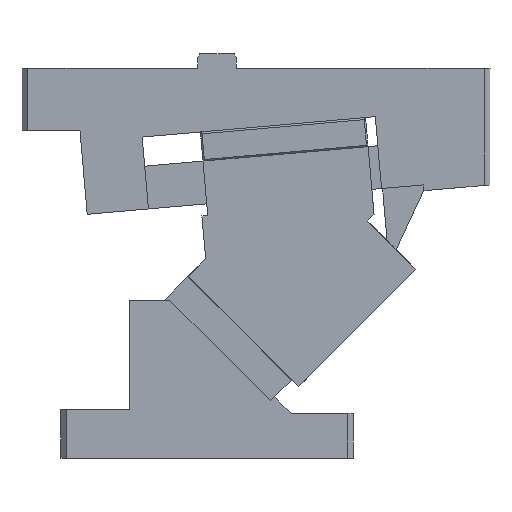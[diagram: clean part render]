
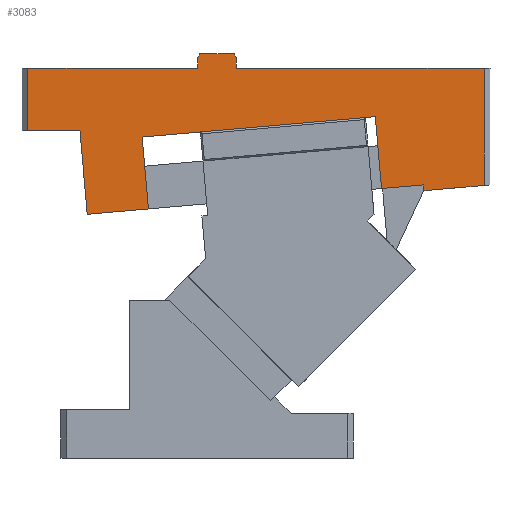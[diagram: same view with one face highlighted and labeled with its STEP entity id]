
A CAD part, front view. The second image highlights one B-rep face of the part: STEP entity #3083.
In plain terms, the highlighted planar face has unit normal (0, -1, 0).
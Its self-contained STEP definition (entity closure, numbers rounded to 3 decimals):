
#63=CARTESIAN_POINT('Vertex',(9.712,0.,168.)) ;
#105=CARTESIAN_POINT('Vertex',(13.461,0.,125.151)) ;
#108=CARTESIAN_POINT('Line Origine',(11.586,0.,146.575)) ;
#175=CARTESIAN_POINT('Vertex',(44.841,0.,127.896)) ;
#178=CARTESIAN_POINT('Line Origine',(29.151,0.,126.524)) ;
#245=CARTESIAN_POINT('Vertex',(41.616,0.,164.755)) ;
#248=CARTESIAN_POINT('Line Origine',(43.229,0.,146.326)) ;
#269=CARTESIAN_POINT('Line Origine',(101.388,0.,169.985)) ;
#273=CARTESIAN_POINT('Vertex',(161.16,0.,175.214)) ;
#300=CARTESIAN_POINT('Line Origine',(162.772,0.,156.784)) ;
#304=CARTESIAN_POINT('Vertex',(164.384,0.,138.355)) ;
#387=CARTESIAN_POINT('Vertex',(185.802,0.,140.229)) ;
#390=CARTESIAN_POINT('Line Origine',(175.093,0.,139.292)) ;
#455=CARTESIAN_POINT('Vertex',(186.064,0.,137.24)) ;
#460=CARTESIAN_POINT('Line Origine',(185.933,0.,138.734)) ;
#516=CARTESIAN_POINT('Vertex',(217.,0.,139.947)) ;
#519=CARTESIAN_POINT('Line Origine',(203.,0.,138.722)) ;
#523=CARTESIAN_POINT('Vertex',(189.,0.,137.497)) ;
#526=CARTESIAN_POINT('Line Origine',(187.532,0.,137.369)) ;
#787=CARTESIAN_POINT('Vertex',(217.,0.,200.)) ;
#790=CARTESIAN_POINT('Line Origine',(217.,0.,184.)) ;
#794=CARTESIAN_POINT('Vertex',(217.,0.,168.)) ;
#797=CARTESIAN_POINT('Line Origine',(217.,0.,153.973)) ;
#827=CARTESIAN_POINT('Vertex',(90.,0.,200.)) ;
#830=CARTESIAN_POINT('Line Origine',(153.5,0.,200.)) ;
#1076=CARTESIAN_POINT('Line Origine',(26.5,0.,200.)) ;
#1080=CARTESIAN_POINT('Vertex',(-17.,0.,200.)) ;
#1082=CARTESIAN_POINT('Vertex',(70.,0.,200.)) ;
#1338=CARTESIAN_POINT('Vertex',(-17.,0.,168.)) ;
#1343=CARTESIAN_POINT('Line Origine',(-17.,0.,184.)) ;
#1384=CARTESIAN_POINT('Line Origine',(-3.644,0.,168.)) ;
#2906=CARTESIAN_POINT('Line Origine',(70.,0.,202.75)) ;
#2910=CARTESIAN_POINT('Vertex',(70.,0.,205.5)) ;
#2936=CARTESIAN_POINT('Vertex',(71.155,0.,207.5)) ;
#2944=CARTESIAN_POINT('Line Origine',(70.577,0.,206.5)) ;
#2961=CARTESIAN_POINT('Line Origine',(90.,0.,202.75)) ;
#2965=CARTESIAN_POINT('Vertex',(90.,0.,205.5)) ;
#2999=CARTESIAN_POINT('Line Origine',(80.,0.,207.5)) ;
#3003=CARTESIAN_POINT('Vertex',(88.845,0.,207.5)) ;
#3051=CARTESIAN_POINT('Axis2P3D Location',(29.467,0.,173.773)) ;
#3056=CARTESIAN_POINT('Line Origine',(89.423,0.,206.5)) ;
#109=DIRECTION('Vector Direction',(0.087,0.,-0.996)) ;
#179=DIRECTION('Vector Direction',(0.996,0.,0.087)) ;
#249=DIRECTION('Vector Direction',(-0.087,0.,0.996)) ;
#270=DIRECTION('Vector Direction',(-0.996,0.,-0.087)) ;
#301=DIRECTION('Vector Direction',(0.087,0.,-0.996)) ;
#391=DIRECTION('Vector Direction',(0.996,0.,0.087)) ;
#461=DIRECTION('Vector Direction',(-0.087,0.,0.996)) ;
#520=DIRECTION('Vector Direction',(0.996,0.,0.087)) ;
#527=DIRECTION('Vector Direction',(0.996,0.,0.087)) ;
#791=DIRECTION('Vector Direction',(0.,0.,1.)) ;
#798=DIRECTION('Vector Direction',(0.,0.,-1.)) ;
#831=DIRECTION('Vector Direction',(1.,0.,0.)) ;
#1077=DIRECTION('Vector Direction',(1.,0.,0.)) ;
#1344=DIRECTION('Vector Direction',(0.,0.,-1.)) ;
#1385=DIRECTION('Vector Direction',(1.,0.,0.)) ;
#2907=DIRECTION('Vector Direction',(0.,0.,1.)) ;
#2945=DIRECTION('Vector Direction',(0.5,0.,0.866)) ;
#2962=DIRECTION('Vector Direction',(0.,0.,1.)) ;
#3000=DIRECTION('Vector Direction',(-1.,0.,0.)) ;
#3052=DIRECTION('Axis2P3D Direction',(0.,-1.,0.)) ;
#3053=DIRECTION('Axis2P3D XDirection',(1.,0.,0.)) ;
#3057=DIRECTION('Vector Direction',(0.5,0.,-0.866)) ;
#3054=AXIS2_PLACEMENT_3D('Plane Axis2P3D',#3051,#3052,#3053) ;
#3062=ORIENTED_EDGE('',*,*,#3005,.F.) ;
#3063=ORIENTED_EDGE('',*,*,#2948,.F.) ;
#3064=ORIENTED_EDGE('',*,*,#2912,.F.) ;
#3065=ORIENTED_EDGE('',*,*,#1084,.F.) ;
#3066=ORIENTED_EDGE('',*,*,#1347,.T.) ;
#3067=ORIENTED_EDGE('',*,*,#1388,.T.) ;
#3068=ORIENTED_EDGE('',*,*,#112,.T.) ;
#3069=ORIENTED_EDGE('',*,*,#182,.T.) ;
#3070=ORIENTED_EDGE('',*,*,#252,.T.) ;
#3071=ORIENTED_EDGE('',*,*,#275,.F.) ;
#3072=ORIENTED_EDGE('',*,*,#306,.T.) ;
#3073=ORIENTED_EDGE('',*,*,#394,.T.) ;
#3074=ORIENTED_EDGE('',*,*,#464,.F.) ;
#3075=ORIENTED_EDGE('',*,*,#530,.T.) ;
#3076=ORIENTED_EDGE('',*,*,#525,.T.) ;
#3077=ORIENTED_EDGE('',*,*,#801,.F.) ;
#3078=ORIENTED_EDGE('',*,*,#796,.T.) ;
#3079=ORIENTED_EDGE('',*,*,#834,.F.) ;
#3080=ORIENTED_EDGE('',*,*,#2967,.T.) ;
#3081=ORIENTED_EDGE('',*,*,#3060,.F.) ;
#110=VECTOR('Line Direction',#109,1.) ;
#180=VECTOR('Line Direction',#179,1.) ;
#250=VECTOR('Line Direction',#249,1.) ;
#271=VECTOR('Line Direction',#270,1.) ;
#302=VECTOR('Line Direction',#301,1.) ;
#392=VECTOR('Line Direction',#391,1.) ;
#462=VECTOR('Line Direction',#461,1.) ;
#521=VECTOR('Line Direction',#520,1.) ;
#528=VECTOR('Line Direction',#527,1.) ;
#792=VECTOR('Line Direction',#791,1.) ;
#799=VECTOR('Line Direction',#798,1.) ;
#832=VECTOR('Line Direction',#831,1.) ;
#1078=VECTOR('Line Direction',#1077,1.) ;
#1345=VECTOR('Line Direction',#1344,1.) ;
#1386=VECTOR('Line Direction',#1385,1.) ;
#2908=VECTOR('Line Direction',#2907,1.) ;
#2946=VECTOR('Line Direction',#2945,1.) ;
#2963=VECTOR('Line Direction',#2962,1.) ;
#3001=VECTOR('Line Direction',#3000,1.) ;
#3058=VECTOR('Line Direction',#3057,1.) ;
#3083=ADVANCED_FACE('CAM HOLDER',(#3082),#3055,.T.) ;
#112=EDGE_CURVE('',#64,#106,#111,.T.) ;
#182=EDGE_CURVE('',#106,#176,#181,.T.) ;
#252=EDGE_CURVE('',#176,#246,#251,.T.) ;
#275=EDGE_CURVE('',#274,#246,#272,.T.) ;
#306=EDGE_CURVE('',#274,#305,#303,.T.) ;
#394=EDGE_CURVE('',#305,#388,#393,.T.) ;
#464=EDGE_CURVE('',#456,#388,#463,.T.) ;
#525=EDGE_CURVE('',#524,#517,#522,.T.) ;
#530=EDGE_CURVE('',#456,#524,#529,.T.) ;
#796=EDGE_CURVE('',#795,#788,#793,.T.) ;
#801=EDGE_CURVE('',#795,#517,#800,.T.) ;
#834=EDGE_CURVE('',#828,#788,#833,.T.) ;
#1084=EDGE_CURVE('',#1081,#1083,#1079,.T.) ;
#1347=EDGE_CURVE('',#1081,#1339,#1346,.T.) ;
#1388=EDGE_CURVE('',#1339,#64,#1387,.T.) ;
#2912=EDGE_CURVE('',#1083,#2911,#2909,.T.) ;
#2948=EDGE_CURVE('',#2911,#2937,#2947,.T.) ;
#2967=EDGE_CURVE('',#828,#2966,#2964,.T.) ;
#3005=EDGE_CURVE('',#2937,#3004,#3002,.F.) ;
#3060=EDGE_CURVE('',#3004,#2966,#3059,.T.) ;
#3061=EDGE_LOOP('',(#3062,#3063,#3064,#3065,#3066,#3067,#3068,#3069,#3070,#3071,#3072,#3073,#3074,#3075,#3076,#3077,#3078,#3079,#3080,#3081)) ;
#3082=FACE_OUTER_BOUND('',#3061,.T.) ;
#111=LINE('Line',#108,#110) ;
#181=LINE('Line',#178,#180) ;
#251=LINE('Line',#248,#250) ;
#272=LINE('Line',#269,#271) ;
#303=LINE('Line',#300,#302) ;
#393=LINE('Line',#390,#392) ;
#463=LINE('Line',#460,#462) ;
#522=LINE('Line',#519,#521) ;
#529=LINE('Line',#526,#528) ;
#793=LINE('Line',#790,#792) ;
#800=LINE('Line',#797,#799) ;
#833=LINE('Line',#830,#832) ;
#1079=LINE('Line',#1076,#1078) ;
#1346=LINE('Line',#1343,#1345) ;
#1387=LINE('Line',#1384,#1386) ;
#2909=LINE('Line',#2906,#2908) ;
#2947=LINE('Line',#2944,#2946) ;
#2964=LINE('Line',#2961,#2963) ;
#3002=LINE('Line',#2999,#3001) ;
#3059=LINE('Line',#3056,#3058) ;
#3055=PLANE('Plane',#3054) ;
#64=VERTEX_POINT('',#63) ;
#106=VERTEX_POINT('',#105) ;
#176=VERTEX_POINT('',#175) ;
#246=VERTEX_POINT('',#245) ;
#274=VERTEX_POINT('',#273) ;
#305=VERTEX_POINT('',#304) ;
#388=VERTEX_POINT('',#387) ;
#456=VERTEX_POINT('',#455) ;
#517=VERTEX_POINT('',#516) ;
#524=VERTEX_POINT('',#523) ;
#788=VERTEX_POINT('',#787) ;
#795=VERTEX_POINT('',#794) ;
#828=VERTEX_POINT('',#827) ;
#1081=VERTEX_POINT('',#1080) ;
#1083=VERTEX_POINT('',#1082) ;
#1339=VERTEX_POINT('',#1338) ;
#2911=VERTEX_POINT('',#2910) ;
#2937=VERTEX_POINT('',#2936) ;
#2966=VERTEX_POINT('',#2965) ;
#3004=VERTEX_POINT('',#3003) ;
